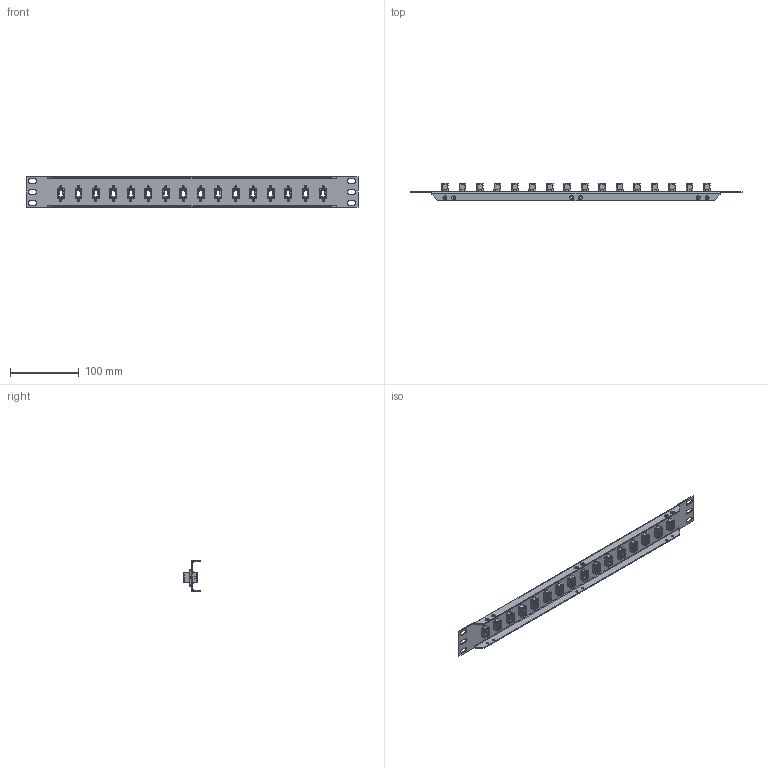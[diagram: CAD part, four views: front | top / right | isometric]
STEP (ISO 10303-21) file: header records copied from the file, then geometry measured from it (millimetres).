
FILE_DESCRIPTION (( 'STEP AP203' ), '1' );
FILE_NAME ('PR17516MTP.STEP', '2015-04-08T18:01:29', ( 'x' ), ( '' ), 'SwSTEP 2.0', 'SolidWorks 2014', '' );
FILE_SCHEMA (( 'CONFIG_CONTROL_DESIGN' ));
Length unit declared in the file: inch
Products named in the file (4): FOA-012; 1AP06-002; PR17516MTP
Assembly tree (18 placements, depth 3):
  PR17516MTP
    1AP06-002
    FOA-012  x16
      FOA-012
Bounding box: 482.6 x 25.02 x 43.94 mm (x, y, z)
Volume: 71806 mm3; surface area: 94809.4 mm2
Topology: 17 solids, 17 shells, 3629 faces, 9944 edges, 6616 vertices
Faces by surface type: plane 3061, cylinder 392, bspline 152, cone 24
Entity records: 35383 total; most frequent: CARTESIAN_POINT 11865, ORIENTED_EDGE 5038, DIRECTION 4029, EDGE_CURVE 2519, VECTOR 1969, LINE 1969, VERTEX_POINT 1666, EDGE_LOOP 1045
